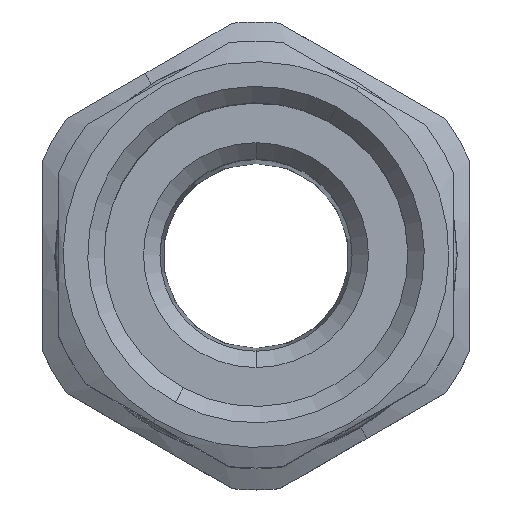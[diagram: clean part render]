
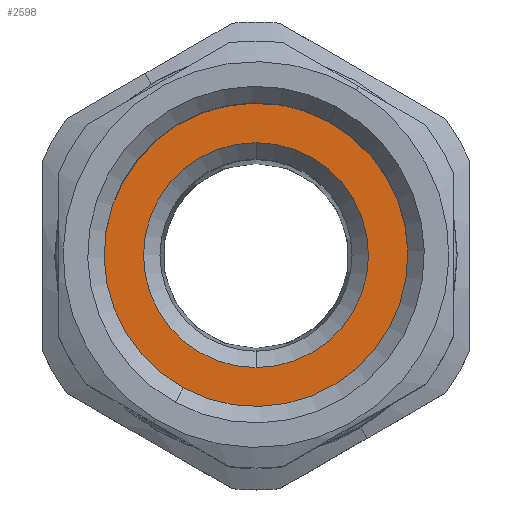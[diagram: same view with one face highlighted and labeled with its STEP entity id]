
A CAD part, top view. The second image highlights one B-rep face of the part: STEP entity #2598.
In plain terms, the highlighted planar face has unit normal (0, 0, 1).
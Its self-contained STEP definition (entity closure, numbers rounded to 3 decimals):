
#1586=AXIS2_PLACEMENT_3D('Circle Axis2P3D',#1584,#1585,$) ;
#2285=AXIS2_PLACEMENT_3D('Circle Axis2P3D',#2283,#2284,$) ;
#2574=AXIS2_PLACEMENT_3D('Plane Axis2P3D',#2571,#2572,#2573) ;
#2582=AXIS2_PLACEMENT_3D('Circle Axis2P3D',#2580,#2581,$) ;
#2591=AXIS2_PLACEMENT_3D('Circle Axis2P3D',#2589,#2590,$) ;
#1565=CARTESIAN_POINT('Vertex',(8.565,6.132,49.75)) ;
#1581=CARTESIAN_POINT('Vertex',(17.435,22.368,49.75)) ;
#1584=CARTESIAN_POINT('Axis2P3D Location',(13.,14.25,49.75)) ;
#2283=CARTESIAN_POINT('Axis2P3D Location',(13.,14.25,49.75)) ;
#2571=CARTESIAN_POINT('Axis2P3D Location',(13.,14.25,49.75)) ;
#2580=CARTESIAN_POINT('Axis2P3D Location',(13.,14.25,49.75)) ;
#2584=CARTESIAN_POINT('Vertex',(13.,21.1,49.75)) ;
#2586=CARTESIAN_POINT('Vertex',(13.,7.4,49.75)) ;
#2589=CARTESIAN_POINT('Axis2P3D Location',(13.,14.25,49.75)) ;
#1585=DIRECTION('Axis2P3D Direction',(0.,0.,-1.)) ;
#2284=DIRECTION('Axis2P3D Direction',(0.,0.,-1.)) ;
#2572=DIRECTION('Axis2P3D Direction',(0.,0.,-1.)) ;
#2573=DIRECTION('Axis2P3D XDirection',(0.,1.,0.)) ;
#2581=DIRECTION('Axis2P3D Direction',(0.,0.,-1.)) ;
#2590=DIRECTION('Axis2P3D Direction',(0.,0.,-1.)) ;
#2577=ORIENTED_EDGE('',*,*,#2287,.F.) ;
#2578=ORIENTED_EDGE('',*,*,#1588,.F.) ;
#2595=ORIENTED_EDGE('',*,*,#2588,.T.) ;
#2596=ORIENTED_EDGE('',*,*,#2593,.T.) ;
#2597=FACE_BOUND('',#2594,.T.) ;
#2598=ADVANCED_FACE('Part1.1\\Koerper.2',(#2579,#2597),#2575,.F.) ;
#1587=CIRCLE('generated circle',#1586,9.25) ;
#2286=CIRCLE('generated circle',#2285,9.25) ;
#2583=CIRCLE('generated circle',#2582,6.85) ;
#2592=CIRCLE('generated circle',#2591,6.85) ;
#1588=EDGE_CURVE('',#1582,#1566,#1587,.T.) ;
#2287=EDGE_CURVE('',#1566,#1582,#2286,.T.) ;
#2588=EDGE_CURVE('',#2585,#2587,#2583,.T.) ;
#2593=EDGE_CURVE('',#2587,#2585,#2592,.T.) ;
#2576=EDGE_LOOP('',(#2577,#2578)) ;
#2594=EDGE_LOOP('',(#2595,#2596)) ;
#2579=FACE_OUTER_BOUND('',#2576,.T.) ;
#2575=PLANE('',#2574) ;
#1566=VERTEX_POINT('',#1565) ;
#1582=VERTEX_POINT('',#1581) ;
#2585=VERTEX_POINT('',#2584) ;
#2587=VERTEX_POINT('',#2586) ;
